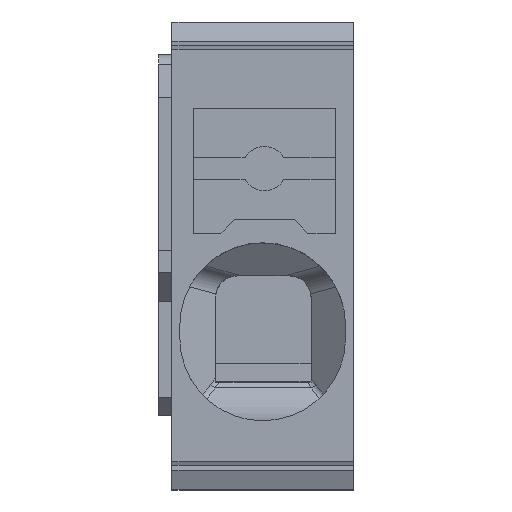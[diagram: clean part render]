
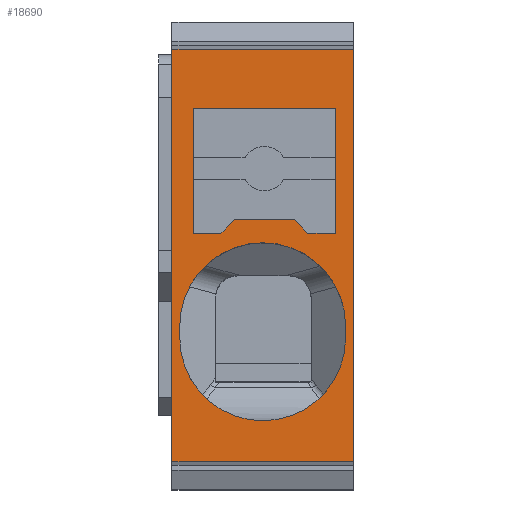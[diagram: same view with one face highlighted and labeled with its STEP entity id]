
A CAD part, top view. The second image highlights one B-rep face of the part: STEP entity #18690.
In plain terms, the highlighted face is planar.
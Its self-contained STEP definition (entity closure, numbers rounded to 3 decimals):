
#2840=CARTESIAN_POINT('',(-8.295,-2.2,
45.52));
#2850=VERTEX_POINT('',#2840);
#2880=CARTESIAN_POINT('',(0.,-2.2,
45.52));
#2890=DIRECTION('',(1.,0.,0.));
#2900=VECTOR('',#2890,1.);
#2910=LINE('',#2880,#2900);
#2920=CARTESIAN_POINT('',(-26.841,-2.2,
45.52));
#2930=VERTEX_POINT('',#2920);
#2940=EDGE_CURVE('',#2930,#2850,#2910,.T.);
#17370=CARTESIAN_POINT('',(-26.399,-2.2,
53.67));
#17380=DIRECTION('',(0.,-1.,0.));
#17390=DIRECTION('',(-1.,0.,0.));
#17400=AXIS2_PLACEMENT_3D('',#17370,#17380,#17390);
#17410=PLANE('',#17400);
#17420=CARTESIAN_POINT('',(-15.968,-2.2,
0.));
#17430=DIRECTION('',(0.,0.,1.));
#17440=VECTOR('',#17430,1.);
#17450=LINE('',#17420,#17440);
#17460=CARTESIAN_POINT('',(-15.968,-2.2,
48.32));
#17470=VERTEX_POINT('',#17460);
#17480=CARTESIAN_POINT('',(-15.968,-2.2,
51.02));
#17490=VERTEX_POINT('',#17480);
#17500=EDGE_CURVE('',#17470,#17490,#17450,.T.);
#17510=ORIENTED_EDGE('',*,*,#17500,.F.);
#17520=CARTESIAN_POINT('',(35.052,-2.2,
0.));
#17530=DIRECTION('',(-0.707,0.,
0.707));
#17540=VECTOR('',#17530,1.);
#17550=LINE('',#17520,#17540);
#17560=CARTESIAN_POINT('',(-16.568,-2.2,
51.62));
#17570=VERTEX_POINT('',#17560);
#17580=EDGE_CURVE('',#17490,#17570,#17550,.T.);
#17590=ORIENTED_EDGE('',*,*,#17580,.F.);
#17600=CARTESIAN_POINT('',(-16.568,-2.2,
0.));
#17610=DIRECTION('',(0.,0.,1.));
#17620=VECTOR('',#17610,1.);
#17630=LINE('',#17600,#17620);
#17640=CARTESIAN_POINT('',(-16.568,-2.2,
52.87));
#17650=VERTEX_POINT('',#17640);
#17660=EDGE_CURVE('',#17570,#17650,#17630,.T.);
#17670=ORIENTED_EDGE('',*,*,#17660,.F.);
#17680=CARTESIAN_POINT('',(0.,-2.2,
52.87));
#17690=DIRECTION('',(1.,0.,0.));
#17700=VECTOR('',#17690,1.);
#17710=LINE('',#17680,#17700);
#17720=CARTESIAN_POINT('',(-10.968,-2.2,
52.87));
#17730=VERTEX_POINT('',#17720);
#17740=EDGE_CURVE('',#17650,#17730,#17710,.T.);
#17750=ORIENTED_EDGE('',*,*,#17740,.F.);
#17760=CARTESIAN_POINT('',(-10.968,-2.2,
0.));
#17770=DIRECTION('',(0.,0.,-1.));
#17780=VECTOR('',#17770,1.);
#17790=LINE('',#17760,#17780);
#17800=CARTESIAN_POINT('',(-10.968,-2.2,
46.47));
#17810=VERTEX_POINT('',#17800);
#17820=EDGE_CURVE('',#17730,#17810,#17790,.T.);
#17830=ORIENTED_EDGE('',*,*,#17820,.F.);
#17840=CARTESIAN_POINT('',(0.,-2.2,
46.47));
#17850=DIRECTION('',(-1.,0.,0.));
#17860=VECTOR('',#17850,1.);
#17870=LINE('',#17840,#17860);
#17880=CARTESIAN_POINT('',(-16.568,-2.2,
46.47));
#17890=VERTEX_POINT('',#17880);
#17900=EDGE_CURVE('',#17810,#17890,#17870,.T.);
#17910=ORIENTED_EDGE('',*,*,#17900,.F.);
#17920=CARTESIAN_POINT('',(-16.568,-2.2,
0.));
#17930=DIRECTION('',(0.,0.,1.));
#17940=VECTOR('',#17930,1.);
#17950=LINE('',#17920,#17940);
#17960=CARTESIAN_POINT('',(-16.568,-2.2,
47.72));
#17970=VERTEX_POINT('',#17960);
#17980=EDGE_CURVE('',#17890,#17970,#17950,.T.);
#17990=ORIENTED_EDGE('',*,*,#17980,.F.);
#18000=CARTESIAN_POINT('',(0.,-2.2,
64.288));
#18010=DIRECTION('',(0.707,0.,
0.707));
#18020=VECTOR('',#18010,1.);
#18030=LINE('',#18000,#18020);
#18040=EDGE_CURVE('',#17970,#17470,#18030,.T.);
#18050=ORIENTED_EDGE('',*,*,#18040,.F.);
#18060=EDGE_LOOP('',(#18050,#17990,#17910,#17830,#17750,#17670,#17590,
#17510));
#18070=FACE_BOUND('',#18060,.T.);
#18080=CARTESIAN_POINT('',(-21.274,-2.2,
49.595));
#18090=DIRECTION('',(0.,1.,0.));
#18100=DIRECTION('',(0.,0.,1.));
#18110=AXIS2_PLACEMENT_3D('',#18080,#18090,#18100);
#18120=CIRCLE('',#18110,3.725);
#18130=CARTESIAN_POINT('',(-21.274,-2.2,
45.87));
#18140=VERTEX_POINT('',#18130);
#18150=CARTESIAN_POINT('',(-21.274,-2.2,
53.32));
#18160=VERTEX_POINT('',#18150);
#18170=EDGE_CURVE('',#18140,#18160,#18120,.T.);
#18180=ORIENTED_EDGE('',*,*,#18170,.F.);
#18190=CARTESIAN_POINT('',(0.,-2.2,
53.32));
#18200=DIRECTION('',(1.,0.,0.));
#18210=VECTOR('',#18200,1.);
#18220=LINE('',#18190,#18210);
#18230=CARTESIAN_POINT('',(-20.725,-2.2,
53.32));
#18240=VERTEX_POINT('',#18230);
#18250=EDGE_CURVE('',#18160,#18240,#18220,.T.);
#18260=ORIENTED_EDGE('',*,*,#18250,.F.);
#18270=CARTESIAN_POINT('',(-20.725,-2.2,
49.595));
#18280=DIRECTION('',(0.,1.,0.));
#18290=DIRECTION('',(0.,0.,1.));
#18300=AXIS2_PLACEMENT_3D('',#18270,#18280,#18290);
#18310=CIRCLE('',#18300,3.725);
#18320=CARTESIAN_POINT('',(-20.725,-2.2,
45.87));
#18330=VERTEX_POINT('',#18320);
#18340=EDGE_CURVE('',#18240,#18330,#18310,.T.);
#18350=ORIENTED_EDGE('',*,*,#18340,.F.);
#18360=CARTESIAN_POINT('',(0.,-2.2,
45.87));
#18370=DIRECTION('',(-1.,0.,0.));
#18380=VECTOR('',#18370,1.);
#18390=LINE('',#18360,#18380);
#18400=EDGE_CURVE('',#18330,#18140,#18390,.T.);
#18410=ORIENTED_EDGE('',*,*,#18400,.F.);
#18420=EDGE_LOOP('',(#18410,#18350,#18260,#18180));
#18430=FACE_BOUND('',#18420,.T.);
#18440=CARTESIAN_POINT('',(0.,-2.2,
53.67));
#18450=DIRECTION('',(-1.,0.,0.));
#18460=VECTOR('',#18450,1.);
#18470=LINE('',#18440,#18460);
#18480=CARTESIAN_POINT('',(-8.295,-2.2,
53.67));
#18490=VERTEX_POINT('',#18480);
#18500=CARTESIAN_POINT('',(-26.841,-2.2,
53.67));
#18510=VERTEX_POINT('',#18500);
#18520=EDGE_CURVE('',#18490,#18510,#18470,.T.);
#18530=ORIENTED_EDGE('',*,*,#18520,.F.);
#18540=CARTESIAN_POINT('',(-26.841,-2.2,
0.));
#18550=DIRECTION('',(0.,0.,1.));
#18560=VECTOR('',#18550,1.);
#18570=LINE('',#18540,#18560);
#18580=EDGE_CURVE('',#2930,#18510,#18570,.T.);
#18590=ORIENTED_EDGE('',*,*,#18580,.T.);
#18600=ORIENTED_EDGE('',*,*,#2940,.F.);
#18610=CARTESIAN_POINT('',(-8.295,-2.2,
0.));
#18620=DIRECTION('',(0.,0.,1.));
#18630=VECTOR('',#18620,1.);
#18640=LINE('',#18610,#18630);
#18650=EDGE_CURVE('',#2850,#18490,#18640,.T.);
#18660=ORIENTED_EDGE('',*,*,#18650,.F.);
#18670=EDGE_LOOP('',(#18660,#18600,#18590,#18530));
#18680=FACE_OUTER_BOUND('',#18670,.T.);
#18690=ADVANCED_FACE('',(#18070,#18430,#18680),#17410,.F.);
